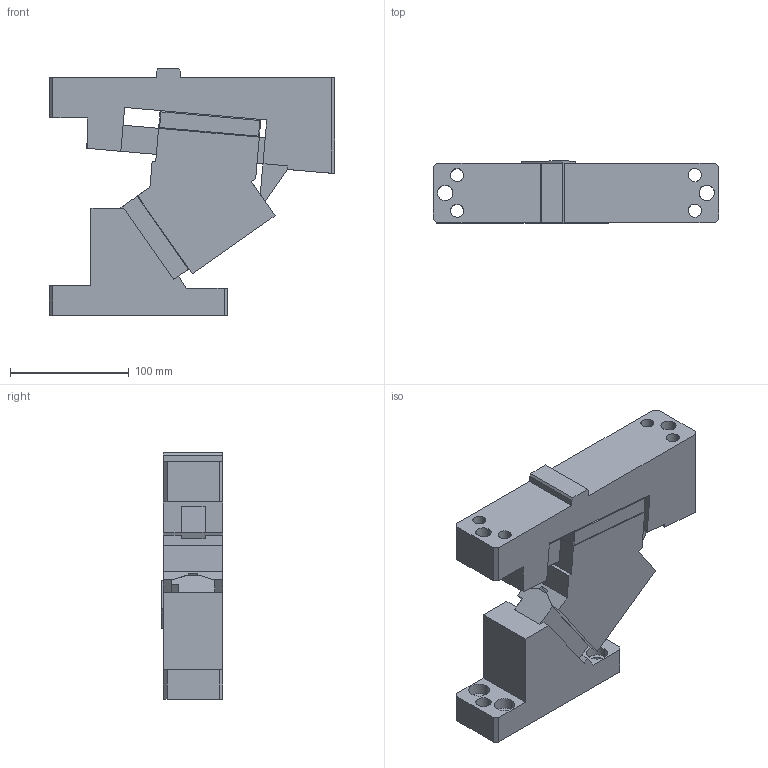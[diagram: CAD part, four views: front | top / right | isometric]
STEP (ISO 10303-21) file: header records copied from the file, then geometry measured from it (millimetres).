
FILE_DESCRIPTION(('CATIA V5 STEP Exchange'),'2;1');
FILE_NAME('CACC_50_55.stp','2015-04-21T10:28:50+00:00',('none'),('none'),'CATIA Version 5 Release 19 SP 2 (IN-10)','CATIA V5 STEP AP203','none');
FILE_SCHEMA(('CONFIG_CONTROL_DESIGN'));
Length unit declared in the file: millimetre
Products named in the file (1): CACC_50_55
Bounding box: 240 x 52 x 207.5 mm (x, y, z)
Volume: 1348423.3 mm3; surface area: 185831.1 mm2
Topology: 3 solids, 5 shells, 211 faces, 599 edges, 398 vertices
Faces by surface type: plane 139, cylinder 70, cone 2
Entity records: 8011 total; most frequent: CARTESIAN_POINT 2771, ORIENTED_EDGE 1194, DIRECTION 850, EDGE_CURVE 597, VECTOR 442, LINE 442, VERTEX_POINT 398, EDGE_LOOP 243
